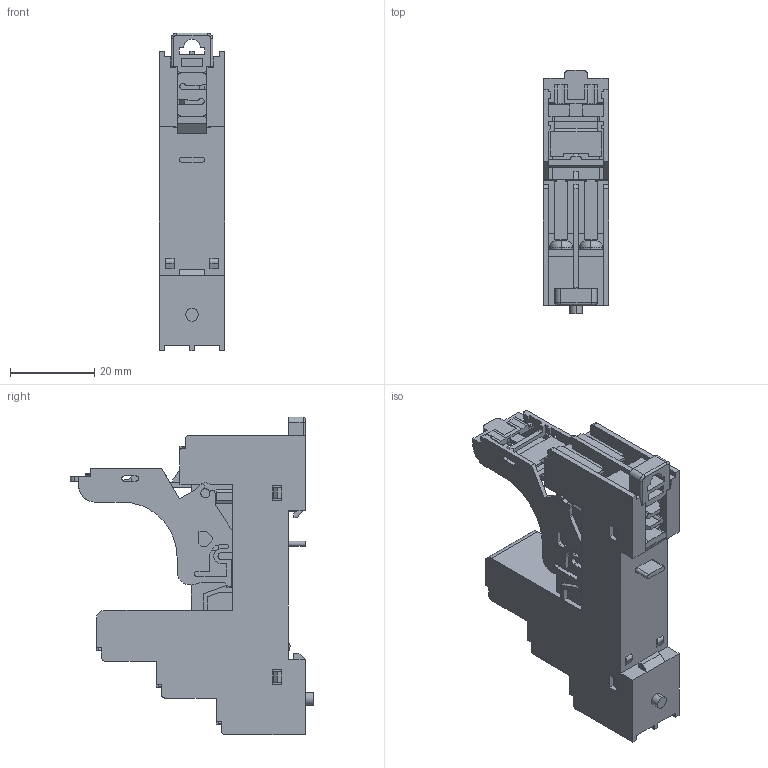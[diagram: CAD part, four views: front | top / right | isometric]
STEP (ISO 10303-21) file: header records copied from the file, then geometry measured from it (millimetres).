
FILE_DESCRIPTION (( 'STEP AP203' ), '1' );
FILE_NAME ('SJ2S-07L(W)_rev1.0.STEP', '2021-12-24T00:44:57', ( '' ), ( '' ), 'SwSTEP 2.0', 'SolidWorks 2019', '' );
FILE_SCHEMA (( 'CONFIG_CONTROL_DESIGN' ));
Length unit declared in the file: millimetre
Products named in the file (4): SJ2S-07L-BODY_v2_蹬怮椔; SY4S-05D-HOOK_蹬怮椔; SJ2S-07L(W)_rev1.0; SJ1S-RELEASE-LEVER-M_蹬怮椔
Assembly tree (3 placements, depth 2):
  SJ2S-07L(W)_rev1.0
    SJ2S-07L-BODY_v2_蹬怮椔
    SJ1S-RELEASE-LEVER-M_蹬怮椔
    SY4S-05D-HOOK_蹬怮椔
Bounding box: 15.5 x 57.7 x 75.3 mm (x, y, z)
Volume: 27459.7 mm3; surface area: 16133.6 mm2
Topology: 3 solids, 3 shells, 1088 faces, 3136 edges, 2074 vertices
Faces by surface type: plane 874, cylinder 196, torus 16, bspline 2
Entity records: 35840 total; most frequent: CARTESIAN_POINT 6418, ORIENTED_EDGE 6272, DIRECTION 5722, EDGE_CURVE 3136, VECTOR 2702, LINE 2702, VERTEX_POINT 2074, AXIS2_PLACEMENT_3D 1510
